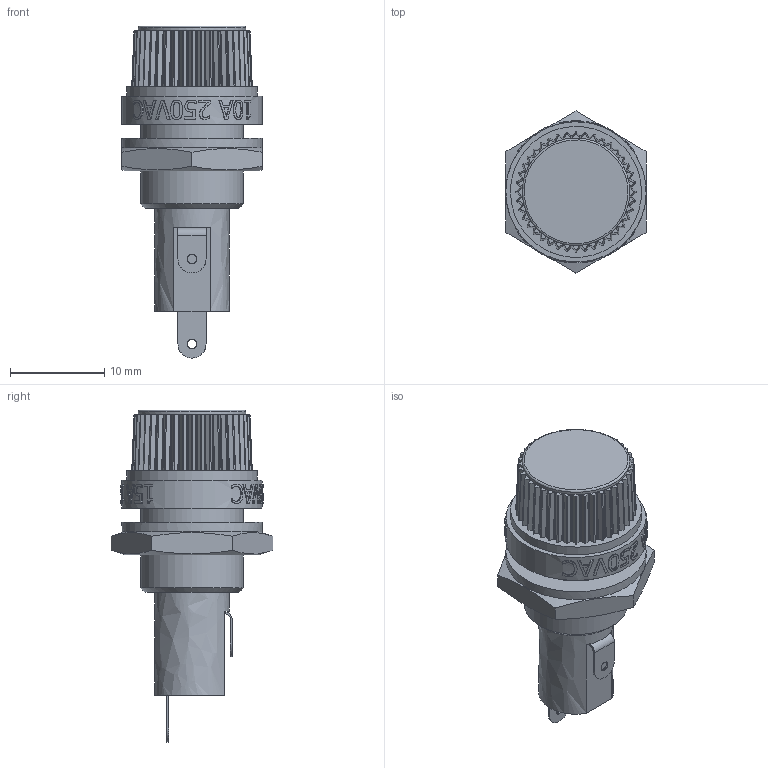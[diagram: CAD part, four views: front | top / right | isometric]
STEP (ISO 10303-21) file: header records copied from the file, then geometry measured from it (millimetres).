
FILE_DESCRIPTION(('FreeCAD Model'),'2;1');
FILE_NAME('Open CASCADE Shape Model','2025-04-17T13:37:14',('FreeCAD'),( 'FreeCAD'),'Open CASCADE STEP processor 7.6','FreeCAD','Unknown');
FILE_SCHEMA(('AUTOMOTIVE_DESIGN { 1 0 10303 214 1 1 1 1 }'));
Products named in the file (1): Open CASCADE STEP translator 7.6 1
Bounding box: 14.92 x 17.22 x 35.3 mm (x, y, z)
Volume: 3123.7 mm3; surface area: 1765.2 mm2
Topology: 1 solids, 1 shells, 595 faces, 1598 edges, 1038 vertices
Faces by surface type: bspline 595
Entity records: 57059 total; most frequent: CARTESIAN_POINT 47830, ORIENTED_EDGE 3196, EDGE_CURVE 1598, B_SPLINE_CURVE_WITH_KNOTS 1127, VERTEX_POINT 1038, FACE_BOUND 632, EDGE_LOOP 632, ADVANCED_FACE 595
